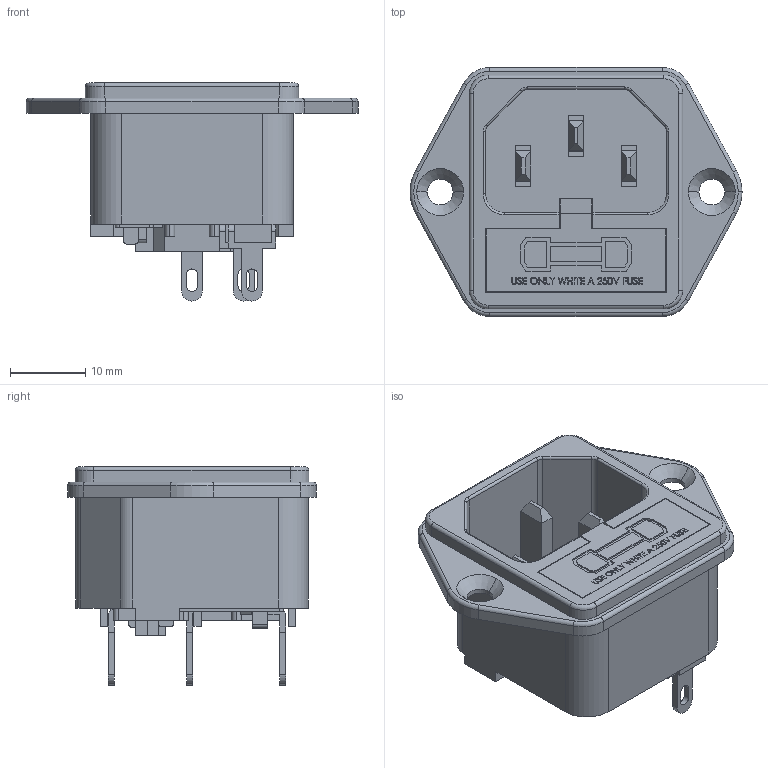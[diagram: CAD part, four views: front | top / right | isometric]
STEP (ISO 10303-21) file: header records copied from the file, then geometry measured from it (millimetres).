
FILE_DESCRIPTION (( 'STEP AP214' ), '1' );
FILE_NAME ('719W-C-2.8.STEP', '2015-11-20T01:01:20', ( '' ), ( '' ), 'SwSTEP 2.0', 'SolidWorks 2010', '' );
FILE_SCHEMA (( 'AUTOMOTIVE_DESIGN' ));
Length unit declared in the file: millimetre
Products named in the file (1): 719W-C-2.8
Bounding box: 44 x 33 x 28.9 mm (x, y, z)
Volume: 7815.5 mm3; surface area: 10464.1 mm2
Topology: 11 solids, 11 shells, 746 faces, 2009 edges, 1323 vertices
Faces by surface type: plane 555, cylinder 95, bspline 75, torus 17, cone 4
Entity records: 38108 total; most frequent: CARTESIAN_POINT 11300, ORIENTED_EDGE 4018, DIRECTION 3416, EDGE_CURVE 2009, VECTOR 1646, LINE 1646, VERTEX_POINT 1323, AXIS2_PLACEMENT_3D 885
